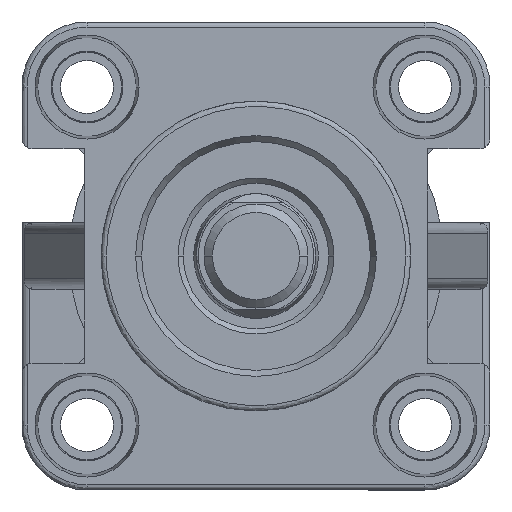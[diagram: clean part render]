
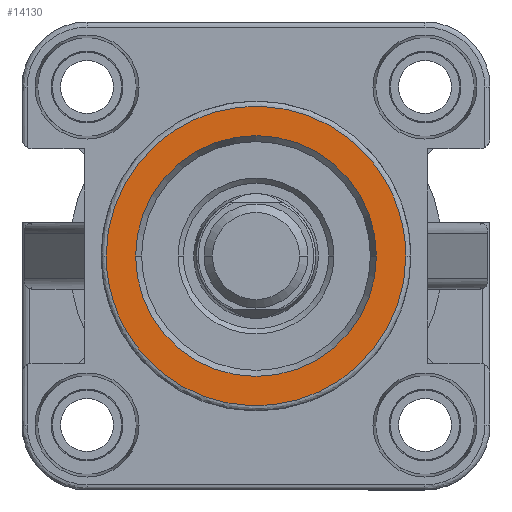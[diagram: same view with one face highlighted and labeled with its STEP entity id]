
A CAD part, left-side view. The second image highlights one B-rep face of the part: STEP entity #14130.
In plain terms, the highlighted planar face has unit normal (-1, 0, 0).
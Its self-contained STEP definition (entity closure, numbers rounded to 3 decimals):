
#307 = CARTESIAN_POINT ( 'NONE',  ( 0., 0., -14.4 ) ) ;
#335 = CARTESIAN_POINT ( 'NONE',  ( 0., 0., -14.4 ) ) ;
#357 = EDGE_CURVE ( 'NONE', #15043, #13110, #9966, .T. ) ;
#480 = EDGE_CURVE ( 'NONE', #11624, #8286, #11384, .T. ) ;
#810 = CARTESIAN_POINT ( 'NONE',  ( 0., 0., 14.4 ) ) ;
#955 = CARTESIAN_POINT ( 'NONE',  ( 0., 0., 0. ) ) ;
#2964 = EDGE_CURVE ( 'NONE', #8286, #11624, #3770, .T. ) ;
#3325 = ORIENTED_EDGE ( 'NONE', *, *, #357, .F. ) ;
#3770 = CIRCLE ( 'NONE', #6430, 11.577 ) ;
#3966 = PLANE ( 'NONE',  #11262 ) ;
#4318 = CARTESIAN_POINT ( 'NONE',  ( 0., 28.8, 14.4 ) ) ;
#4980 = ORIENTED_EDGE ( 'NONE', *, *, #480, .F. ) ;
#5390 = ORIENTED_EDGE ( 'NONE', *, *, #2964, .F. ) ;
#5470 = CARTESIAN_POINT ( 'NONE',  ( 0., 0., 11.577 ) ) ;
#5720 = EDGE_CURVE ( 'NONE', #13110, #15043, #15436, .T. ) ;
#5973 = CARTESIAN_POINT ( 'NONE',  ( 0., -28.8, -14.4 ) ) ;
#6359 = CARTESIAN_POINT ( 'NONE',  ( 0., 0., -11.577 ) ) ;
#6430 = AXIS2_PLACEMENT_3D ( 'NONE', #9437, #10673, #13524 ) ;
#6582 = AXIS2_PLACEMENT_3D ( 'NONE', #955, #13271, #10590 ) ;
#6730 = DIRECTION ( 'NONE',  ( 1., 0., 0. ) ) ;
#8286 = VERTEX_POINT ( 'NONE', #6359 ) ;
#9437 = CARTESIAN_POINT ( 'NONE',  ( 0., 0., 0. ) ) ;
#9448 = ORIENTED_EDGE ( 'NONE', *, *, #5720, .F. ) ;
#9966 =( BOUNDED_CURVE ( )  B_SPLINE_CURVE ( 3, ( #14177, #12638, #5973, #12698 ),
 .UNSPECIFIED., .F., .F. ) 
 B_SPLINE_CURVE_WITH_KNOTS ( ( 4, 4 ),
 ( 0., 1. ),
 .UNSPECIFIED. ) 
 CURVE ( )  GEOMETRIC_REPRESENTATION_ITEM ( )  RATIONAL_B_SPLINE_CURVE ( ( 1., 0.333, 0.333, 1. ) ) 
 REPRESENTATION_ITEM ( '' )  );
#10590 = DIRECTION ( 'NONE',  ( 0., 0., 1. ) ) ;
#10673 = DIRECTION ( 'NONE',  ( -1., 0., 0. ) ) ;
#11173 = FACE_BOUND ( 'NONE', #16204, .T. ) ;
#11262 = AXIS2_PLACEMENT_3D ( 'NONE', #14918, #6730, #12309 ) ;
#11367 = CARTESIAN_POINT ( 'NONE',  ( 0., 28.8, -14.4 ) ) ;
#11384 = CIRCLE ( 'NONE', #6582, 11.577 ) ;
#11624 = VERTEX_POINT ( 'NONE', #5470 ) ;
#12309 = DIRECTION ( 'NONE',  ( 0., 0., -1. ) ) ;
#12638 = CARTESIAN_POINT ( 'NONE',  ( 0., -28.8, 14.4 ) ) ;
#12698 = CARTESIAN_POINT ( 'NONE',  ( 0., 0., -14.4 ) ) ;
#13110 = VERTEX_POINT ( 'NONE', #335 ) ;
#13271 = DIRECTION ( 'NONE',  ( -1., 0., 0. ) ) ;
#13524 = DIRECTION ( 'NONE',  ( 0., 0., 1. ) ) ;
#14130 = ADVANCED_FACE ( 'NONE', ( #11173, #15463 ), #3966, .F. ) ;
#14177 = CARTESIAN_POINT ( 'NONE',  ( 0., 0., 14.4 ) ) ;
#14918 = CARTESIAN_POINT ( 'NONE',  ( 0., 11., 0. ) ) ;
#15043 = VERTEX_POINT ( 'NONE', #810 ) ;
#15240 = CARTESIAN_POINT ( 'NONE',  ( 0., 0., 14.4 ) ) ;
#15436 =( BOUNDED_CURVE ( )  B_SPLINE_CURVE ( 3, ( #307, #11367, #4318, #15240 ),
 .UNSPECIFIED., .F., .T. ) 
 B_SPLINE_CURVE_WITH_KNOTS ( ( 4, 4 ),
 ( 0., 1. ),
 .UNSPECIFIED. ) 
 CURVE ( )  GEOMETRIC_REPRESENTATION_ITEM ( )  RATIONAL_B_SPLINE_CURVE ( ( 1., 0.333, 0.333, 1. ) ) 
 REPRESENTATION_ITEM ( '' )  );
#15463 = FACE_OUTER_BOUND ( 'NONE', #15520, .T. ) ;
#15520 = EDGE_LOOP ( 'NONE', ( #9448, #3325 ) ) ;
#16204 = EDGE_LOOP ( 'NONE', ( #4980, #5390 ) ) ;
